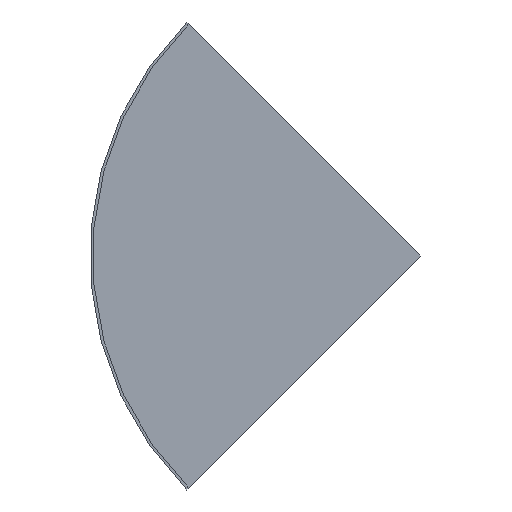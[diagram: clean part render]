
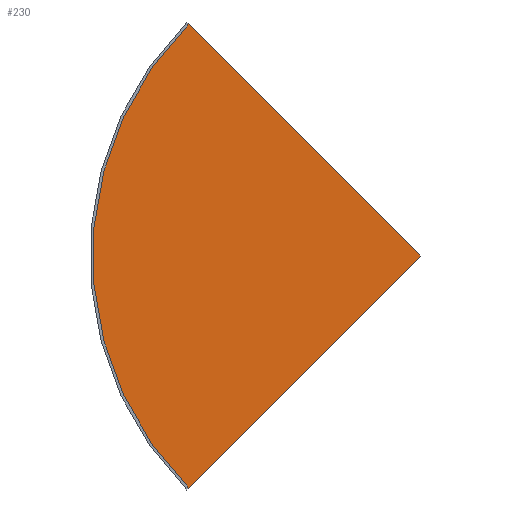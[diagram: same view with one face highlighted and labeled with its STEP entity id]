
A CAD part, front view. The second image highlights one B-rep face of the part: STEP entity #230.
In plain terms, the highlighted planar face has unit normal (0, -1, 0).
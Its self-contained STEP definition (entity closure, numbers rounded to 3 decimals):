
#128 = VERTEX_POINT('',#129);
#129 = CARTESIAN_POINT('',(-42.073,-180.,42.073));
#135 = EDGE_CURVE('',#128,#136,#138,.T.);
#136 = VERTEX_POINT('',#137);
#137 = CARTESIAN_POINT('',(-42.073,-180.,-42.073));
#138 = CIRCLE('',#139,59.5);
#139 = AXIS2_PLACEMENT_3D('',#140,#141,#142);
#140 = CARTESIAN_POINT('',(0.,-180.,0.)
  );
#141 = DIRECTION('',(0.,-1.,0.));
#142 = DIRECTION('',(1.,0.,0.));
#194 = EDGE_CURVE('',#136,#195,#197,.T.);
#195 = VERTEX_POINT('',#196);
#196 = CARTESIAN_POINT('',(0.,-180.,0.)
  );
#197 = LINE('',#198,#199);
#198 = CARTESIAN_POINT('',(-42.073,-180.,-42.073));
#199 = VECTOR('',#200,1.);
#200 = DIRECTION('',(0.707,0.,0.707));
#218 = EDGE_CURVE('',#195,#128,#219,.T.);
#219 = LINE('',#220,#221);
#220 = CARTESIAN_POINT('',(0.,-180.,0.)
  );
#221 = VECTOR('',#222,1.);
#222 = DIRECTION('',(-0.707,0.,0.707)
  );
#230 = ADVANCED_FACE('',(#231),#236,.F.);
#231 = FACE_BOUND('',#232,.T.);
#232 = EDGE_LOOP('',(#233,#234,#235));
#233 = ORIENTED_EDGE('',*,*,#135,.T.);
#234 = ORIENTED_EDGE('',*,*,#194,.T.);
#235 = ORIENTED_EDGE('',*,*,#218,.T.);
#236 = PLANE('',#237);
#237 = AXIS2_PLACEMENT_3D('',#238,#239,#240);
#238 = CARTESIAN_POINT('',(-34.718,-180.,0.));
#239 = DIRECTION('',(0.,1.,0.));
#240 = DIRECTION('',(0.,0.,1.));
